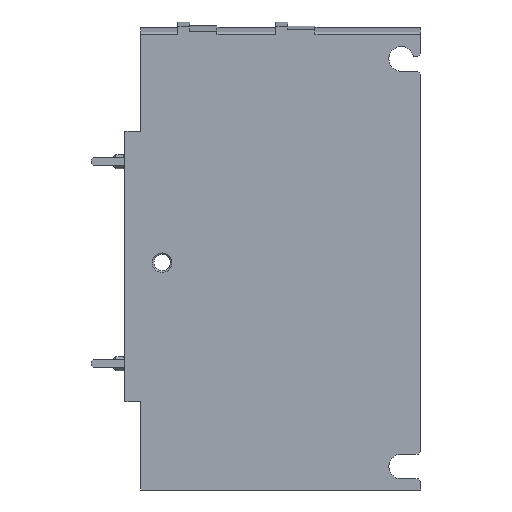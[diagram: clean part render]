
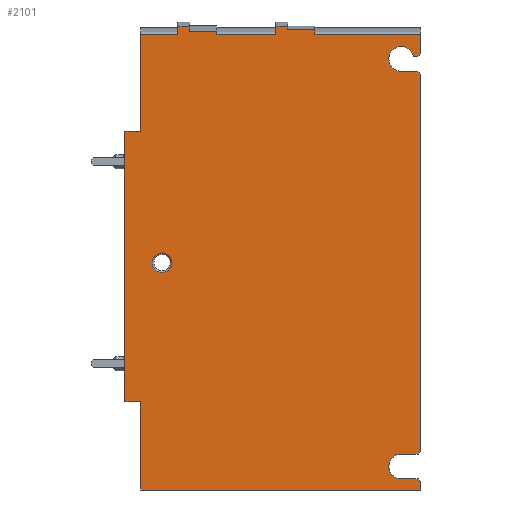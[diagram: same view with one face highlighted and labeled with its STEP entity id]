
A CAD part, left-side view. The second image highlights one B-rep face of the part: STEP entity #2101.
In plain terms, the highlighted planar face has unit normal (-1, 0, 0).
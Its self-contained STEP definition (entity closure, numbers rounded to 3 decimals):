
#52=CIRCLE('',#2198,2.5);
#53=CIRCLE('',#2199,3.15);
#54=CIRCLE('',#2200,3.15);
#124=ORIENTED_EDGE('',*,*,#540,.F.);
#125=ORIENTED_EDGE('',*,*,#541,.T.);
#126=ORIENTED_EDGE('',*,*,#542,.T.);
#127=ORIENTED_EDGE('',*,*,#543,.T.);
#128=ORIENTED_EDGE('',*,*,#544,.T.);
#129=ORIENTED_EDGE('',*,*,#545,.T.);
#130=ORIENTED_EDGE('',*,*,#546,.T.);
#131=ORIENTED_EDGE('',*,*,#547,.T.);
#132=ORIENTED_EDGE('',*,*,#548,.T.);
#133=ORIENTED_EDGE('',*,*,#549,.T.);
#134=ORIENTED_EDGE('',*,*,#550,.T.);
#135=ORIENTED_EDGE('',*,*,#551,.T.);
#136=ORIENTED_EDGE('',*,*,#552,.T.);
#137=ORIENTED_EDGE('',*,*,#553,.F.);
#138=ORIENTED_EDGE('',*,*,#554,.T.);
#139=ORIENTED_EDGE('',*,*,#555,.T.);
#140=ORIENTED_EDGE('',*,*,#556,.T.);
#141=ORIENTED_EDGE('',*,*,#557,.F.);
#142=ORIENTED_EDGE('',*,*,#558,.F.);
#143=ORIENTED_EDGE('',*,*,#559,.F.);
#144=ORIENTED_EDGE('',*,*,#560,.T.);
#145=ORIENTED_EDGE('',*,*,#561,.T.);
#146=ORIENTED_EDGE('',*,*,#562,.T.);
#147=ORIENTED_EDGE('',*,*,#563,.F.);
#148=ORIENTED_EDGE('',*,*,#564,.F.);
#149=ORIENTED_EDGE('',*,*,#565,.F.);
#150=ORIENTED_EDGE('',*,*,#566,.F.);
#151=ORIENTED_EDGE('',*,*,#567,.F.);
#152=ORIENTED_EDGE('',*,*,#528,.F.);
#153=ORIENTED_EDGE('',*,*,#568,.F.);
#154=ORIENTED_EDGE('',*,*,#569,.F.);
#155=ORIENTED_EDGE('',*,*,#570,.T.);
#156=ORIENTED_EDGE('',*,*,#571,.T.);
#528=EDGE_CURVE('',#736,#737,#880,.T.);
#540=EDGE_CURVE('',#748,#748,#52,.T.);
#541=EDGE_CURVE('',#749,#750,#892,.T.);
#542=EDGE_CURVE('',#750,#751,#893,.T.);
#543=EDGE_CURVE('',#751,#752,#53,.T.);
#544=EDGE_CURVE('',#752,#753,#894,.T.);
#545=EDGE_CURVE('',#753,#754,#895,.T.);
#546=EDGE_CURVE('',#754,#755,#896,.T.);
#547=EDGE_CURVE('',#755,#756,#897,.T.);
#548=EDGE_CURVE('',#756,#757,#898,.T.);
#549=EDGE_CURVE('',#757,#758,#54,.T.);
#550=EDGE_CURVE('',#758,#759,#899,.T.);
#551=EDGE_CURVE('',#759,#760,#900,.T.);
#552=EDGE_CURVE('',#760,#761,#901,.T.);
#553=EDGE_CURVE('',#762,#761,#902,.T.);
#554=EDGE_CURVE('',#762,#763,#903,.T.);
#555=EDGE_CURVE('',#763,#764,#904,.T.);
#556=EDGE_CURVE('',#764,#765,#905,.T.);
#557=EDGE_CURVE('',#766,#765,#906,.T.);
#558=EDGE_CURVE('',#767,#766,#907,.T.);
#559=EDGE_CURVE('',#768,#767,#908,.T.);
#560=EDGE_CURVE('',#768,#769,#909,.T.);
#561=EDGE_CURVE('',#769,#770,#910,.T.);
#562=EDGE_CURVE('',#770,#771,#911,.T.);
#563=EDGE_CURVE('',#772,#771,#912,.T.);
#564=EDGE_CURVE('',#773,#772,#913,.T.);
#565=EDGE_CURVE('',#774,#773,#914,.T.);
#566=EDGE_CURVE('',#775,#774,#915,.T.);
#567=EDGE_CURVE('',#737,#775,#916,.T.);
#568=EDGE_CURVE('',#776,#736,#917,.T.);
#569=EDGE_CURVE('',#777,#776,#918,.T.);
#570=EDGE_CURVE('',#777,#778,#919,.T.);
#571=EDGE_CURVE('',#778,#749,#920,.T.);
#736=VERTEX_POINT('',#2798);
#737=VERTEX_POINT('',#2799);
#748=VERTEX_POINT('',#2823);
#749=VERTEX_POINT('',#2825);
#750=VERTEX_POINT('',#2826);
#751=VERTEX_POINT('',#2828);
#752=VERTEX_POINT('',#2830);
#753=VERTEX_POINT('',#2832);
#754=VERTEX_POINT('',#2834);
#755=VERTEX_POINT('',#2836);
#756=VERTEX_POINT('',#2838);
#757=VERTEX_POINT('',#2840);
#758=VERTEX_POINT('',#2842);
#759=VERTEX_POINT('',#2844);
#760=VERTEX_POINT('',#2846);
#761=VERTEX_POINT('',#2848);
#762=VERTEX_POINT('',#2850);
#763=VERTEX_POINT('',#2852);
#764=VERTEX_POINT('',#2854);
#765=VERTEX_POINT('',#2856);
#766=VERTEX_POINT('',#2858);
#767=VERTEX_POINT('',#2860);
#768=VERTEX_POINT('',#2862);
#769=VERTEX_POINT('',#2864);
#770=VERTEX_POINT('',#2866);
#771=VERTEX_POINT('',#2868);
#772=VERTEX_POINT('',#2870);
#773=VERTEX_POINT('',#2872);
#774=VERTEX_POINT('',#2874);
#775=VERTEX_POINT('',#2876);
#776=VERTEX_POINT('',#2879);
#777=VERTEX_POINT('',#2881);
#778=VERTEX_POINT('',#2883);
#880=LINE('',#2797,#1036);
#892=LINE('',#2824,#1048);
#893=LINE('',#2827,#1049);
#894=LINE('',#2831,#1050);
#895=LINE('',#2833,#1051);
#896=LINE('',#2835,#1052);
#897=LINE('',#2837,#1053);
#898=LINE('',#2839,#1054);
#899=LINE('',#2843,#1055);
#900=LINE('',#2845,#1056);
#901=LINE('',#2847,#1057);
#902=LINE('',#2849,#1058);
#903=LINE('',#2851,#1059);
#904=LINE('',#2853,#1060);
#905=LINE('',#2855,#1061);
#906=LINE('',#2857,#1062);
#907=LINE('',#2859,#1063);
#908=LINE('',#2861,#1064);
#909=LINE('',#2863,#1065);
#910=LINE('',#2865,#1066);
#911=LINE('',#2867,#1067);
#912=LINE('',#2869,#1068);
#913=LINE('',#2871,#1069);
#914=LINE('',#2873,#1070);
#915=LINE('',#2875,#1071);
#916=LINE('',#2877,#1072);
#917=LINE('',#2878,#1073);
#918=LINE('',#2880,#1074);
#919=LINE('',#2882,#1075);
#920=LINE('',#2884,#1076);
#1036=VECTOR('',#2351,1000.);
#1048=VECTOR('',#2367,1000.);
#1049=VECTOR('',#2368,1000.);
#1050=VECTOR('',#2371,1000.);
#1051=VECTOR('',#2372,1000.);
#1052=VECTOR('',#2373,1000.);
#1053=VECTOR('',#2374,1000.);
#1054=VECTOR('',#2375,1000.);
#1055=VECTOR('',#2378,1000.);
#1056=VECTOR('',#2379,1000.);
#1057=VECTOR('',#2380,1000.);
#1058=VECTOR('',#2381,1000.);
#1059=VECTOR('',#2382,1000.);
#1060=VECTOR('',#2383,1000.);
#1061=VECTOR('',#2384,1000.);
#1062=VECTOR('',#2385,1000.);
#1063=VECTOR('',#2386,1000.);
#1064=VECTOR('',#2387,1000.);
#1065=VECTOR('',#2388,1000.);
#1066=VECTOR('',#2389,1000.);
#1067=VECTOR('',#2390,1000.);
#1068=VECTOR('',#2391,1000.);
#1069=VECTOR('',#2392,1000.);
#1070=VECTOR('',#2393,1000.);
#1071=VECTOR('',#2394,1000.);
#1072=VECTOR('',#2395,1000.);
#1073=VECTOR('',#2396,1000.);
#1074=VECTOR('',#2397,1000.);
#1075=VECTOR('',#2398,1000.);
#1076=VECTOR('',#2399,1000.);
#1191=EDGE_LOOP('',(#124));
#1192=EDGE_LOOP('',(#125,#126,#127,#128,#129,#130,#131,#132,#133,#134,#135,
#136,#137,#138,#139,#140,#141,#142,#143,#144,#145,#146,#147,#148,#149,#150,
#151,#152,#153,#154,#155,#156));
#1307=FACE_BOUND('',#1191,.T.);
#1308=FACE_BOUND('',#1192,.T.);
#1417=PLANE('',#2197);
#2101=ADVANCED_FACE('',(#1307,#1308),#1417,.F.);
#2197=AXIS2_PLACEMENT_3D('',#2821,#2363,#2364);
#2198=AXIS2_PLACEMENT_3D('',#2822,#2365,#2366);
#2199=AXIS2_PLACEMENT_3D('',#2829,#2369,#2370);
#2200=AXIS2_PLACEMENT_3D('',#2841,#2376,#2377);
#2351=DIRECTION('',(0.,0.,1.));
#2363=DIRECTION('',(1.,0.,0.));
#2364=DIRECTION('',(0.,0.,-1.));
#2365=DIRECTION('',(-1.,0.,0.));
#2366=DIRECTION('',(0.,0.,1.));
#2367=DIRECTION('',(0.,0.707,0.707));
#2368=DIRECTION('',(0.,1.,0.));
#2369=DIRECTION('',(1.,0.,0.));
#2370=DIRECTION('',(0.,0.,-1.));
#2371=DIRECTION('',(0.,-1.,0.));
#2372=DIRECTION('',(0.,-0.707,0.707));
#2373=DIRECTION('',(0.,0.,1.));
#2374=DIRECTION('',(0.,0.707,0.707));
#2375=DIRECTION('',(0.,1.,0.));
#2376=DIRECTION('',(1.,0.,0.));
#2377=DIRECTION('',(0.,0.,-1.));
#2378=DIRECTION('',(0.,-1.,0.));
#2379=DIRECTION('',(0.,-0.707,0.707));
#2380=DIRECTION('',(0.,0.,1.));
#2381=DIRECTION('',(0.,-1.,0.));
#2382=DIRECTION('',(0.,0.,1.));
#2383=DIRECTION('',(0.,1.,0.));
#2384=DIRECTION('',(0.,0.,1.));
#2385=DIRECTION('',(0.,-1.,0.));
#2386=DIRECTION('',(0.,0.,1.));
#2387=DIRECTION('',(0.,-1.,0.));
#2388=DIRECTION('',(0.,0.,1.));
#2389=DIRECTION('',(0.,1.,0.));
#2390=DIRECTION('',(0.,0.,1.));
#2391=DIRECTION('',(0.,-1.,0.));
#2392=DIRECTION('',(0.,0.,1.));
#2393=DIRECTION('',(0.,-1.,0.));
#2394=DIRECTION('',(0.,0.,1.));
#2395=DIRECTION('',(0.,-1.,0.));
#2396=DIRECTION('',(0.,1.,0.));
#2397=DIRECTION('',(0.,0.,1.));
#2398=DIRECTION('',(0.,-1.,0.));
#2399=DIRECTION('',(0.,0.,1.));
#2797=CARTESIAN_POINT('',(-9.,75.5,-35.5));
#2798=CARTESIAN_POINT('',(-9.,75.5,-35.5));
#2799=CARTESIAN_POINT('',(-9.,75.5,33.5));
#2821=CARTESIAN_POINT('',(-9.,71.5,-58.));
#2822=CARTESIAN_POINT('',(-9.,66.,0.));
#2823=CARTESIAN_POINT('',(-9.,66.,2.5));
#2824=CARTESIAN_POINT('',(-9.,0.,-55.85));
#2825=CARTESIAN_POINT('',(-9.,0.,-55.85));
#2826=CARTESIAN_POINT('',(-9.,0.7,-55.15));
#2827=CARTESIAN_POINT('',(-9.,0.7,-55.15));
#2828=CARTESIAN_POINT('',(-9.,5.,-55.15));
#2829=CARTESIAN_POINT('',(-9.,5.,-52.));
#2830=CARTESIAN_POINT('',(-9.,5.,-48.85));
#2831=CARTESIAN_POINT('',(-9.,5.,-48.85));
#2832=CARTESIAN_POINT('',(-9.,0.7,-48.85));
#2833=CARTESIAN_POINT('',(-9.,0.7,-48.85));
#2834=CARTESIAN_POINT('',(-9.,0.,-48.15));
#2835=CARTESIAN_POINT('',(-9.,0.,-58.));
#2836=CARTESIAN_POINT('',(-9.,0.,48.1));
#2837=CARTESIAN_POINT('',(-9.,0.,48.1));
#2838=CARTESIAN_POINT('',(-9.,0.75,48.85));
#2839=CARTESIAN_POINT('',(-9.,0.75,48.85));
#2840=CARTESIAN_POINT('',(-9.,5.,48.85));
#2841=CARTESIAN_POINT('',(-9.,5.,52.));
#2842=CARTESIAN_POINT('',(-9.,1.898,52.55));
#2843=CARTESIAN_POINT('',(-9.,1.898,52.55));
#2844=CARTESIAN_POINT('',(-9.,0.75,52.55));
#2845=CARTESIAN_POINT('',(-9.,0.75,52.55));
#2846=CARTESIAN_POINT('',(-9.,0.,53.3));
#2847=CARTESIAN_POINT('',(-9.,0.,-58.));
#2848=CARTESIAN_POINT('',(-9.,0.,58.292));
#2849=CARTESIAN_POINT('',(-9.,71.5,58.292));
#2850=CARTESIAN_POINT('',(-9.,27.,58.292));
#2851=CARTESIAN_POINT('',(-9.,27.,11.));
#2852=CARTESIAN_POINT('',(-9.,27.,59.402));
#2853=CARTESIAN_POINT('',(-9.,27.,59.402));
#2854=CARTESIAN_POINT('',(-9.,34.,59.402));
#2855=CARTESIAN_POINT('',(-9.,34.,11.));
#2856=CARTESIAN_POINT('',(-9.,34.,60.125));
#2857=CARTESIAN_POINT('',(-9.,37.,60.125));
#2858=CARTESIAN_POINT('',(-9.,37.,60.125));
#2859=CARTESIAN_POINT('',(-9.,37.,11.));
#2860=CARTESIAN_POINT('',(-9.,37.,58.292));
#2861=CARTESIAN_POINT('',(-9.,71.5,58.292));
#2862=CARTESIAN_POINT('',(-9.,52.,58.292));
#2863=CARTESIAN_POINT('',(-9.,52.,11.));
#2864=CARTESIAN_POINT('',(-9.,52.,59.083));
#2865=CARTESIAN_POINT('',(-9.,52.,59.083));
#2866=CARTESIAN_POINT('',(-9.,59.,59.083));
#2867=CARTESIAN_POINT('',(-9.,59.,11.));
#2868=CARTESIAN_POINT('',(-9.,59.,60.125));
#2869=CARTESIAN_POINT('',(-9.,62.,60.125));
#2870=CARTESIAN_POINT('',(-9.,62.,60.125));
#2871=CARTESIAN_POINT('',(-9.,62.,11.));
#2872=CARTESIAN_POINT('',(-9.,62.,58.292));
#2873=CARTESIAN_POINT('',(-9.,71.5,58.292));
#2874=CARTESIAN_POINT('',(-9.,71.5,58.292));
#2875=CARTESIAN_POINT('',(-9.,71.5,-58.));
#2876=CARTESIAN_POINT('',(-9.,71.5,33.5));
#2877=CARTESIAN_POINT('',(-9.,75.5,33.5));
#2878=CARTESIAN_POINT('',(-9.,71.5,-35.5));
#2879=CARTESIAN_POINT('',(-9.,71.5,-35.5));
#2880=CARTESIAN_POINT('',(-9.,71.5,-58.));
#2881=CARTESIAN_POINT('',(-9.,71.5,-58.));
#2882=CARTESIAN_POINT('',(-9.,71.5,-58.));
#2883=CARTESIAN_POINT('',(-9.,0.,-58.));
#2884=CARTESIAN_POINT('',(-9.,0.,-58.));
